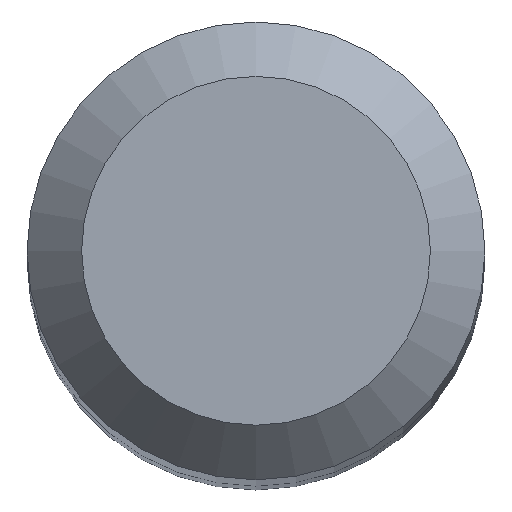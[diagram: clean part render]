
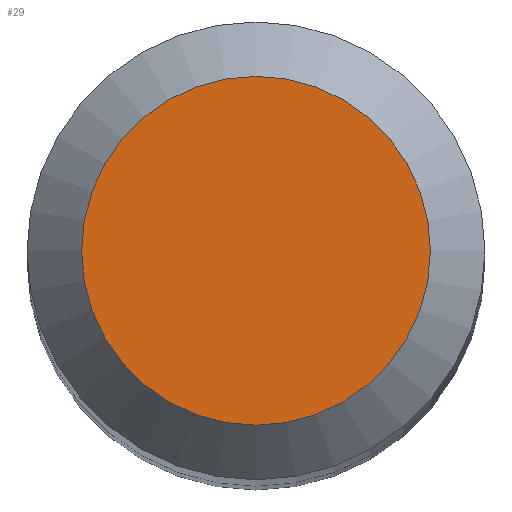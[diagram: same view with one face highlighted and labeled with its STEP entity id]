
A CAD part, top view. The second image highlights one B-rep face of the part: STEP entity #29.
In plain terms, the highlighted planar face has unit normal (0, 0, 1).
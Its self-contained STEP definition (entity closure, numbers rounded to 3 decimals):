
#12 = DIRECTION ( 'NONE',  ( 0., 0., -1. ) ) ;
#17 = AXIS2_PLACEMENT_3D ( 'NONE', #156, #12, #202 ) ;
#24 = VERTEX_POINT ( 'NONE', #163 ) ;
#26 = EDGE_LOOP ( 'NONE', ( #30 ) ) ;
#29 = ADVANCED_FACE ( 'NONE', ( #87 ), #154, .F. ) ;
#30 = ORIENTED_EDGE ( 'NONE', *, *, #89, .F. ) ;
#34 = AXIS2_PLACEMENT_3D ( 'NONE', #142, #53, #40 ) ;
#40 = DIRECTION ( 'NONE',  ( 0., 1., 0. ) ) ;
#53 = DIRECTION ( 'NONE',  ( 0., 0., -1. ) ) ;
#87 = FACE_OUTER_BOUND ( 'NONE', #26, .T. ) ;
#89 = EDGE_CURVE ( 'NONE', #24, #24, #200, .T. ) ;
#142 = CARTESIAN_POINT ( 'NONE',  ( 0., 0., 55. ) ) ;
#154 = PLANE ( 'NONE',  #17 ) ;
#156 = CARTESIAN_POINT ( 'NONE',  ( 0., 0., 55. ) ) ;
#163 = CARTESIAN_POINT ( 'NONE',  ( 0., 1.6, 55. ) ) ;
#200 = CIRCLE ( 'NONE', #34, 1.6 ) ;
#202 = DIRECTION ( 'NONE',  ( 0., 1., 0. ) ) ;
